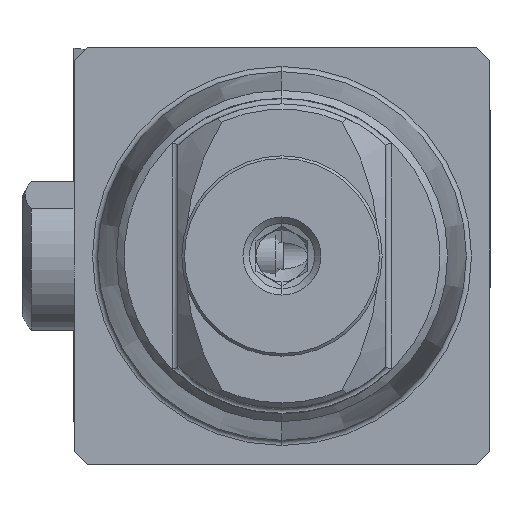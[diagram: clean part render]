
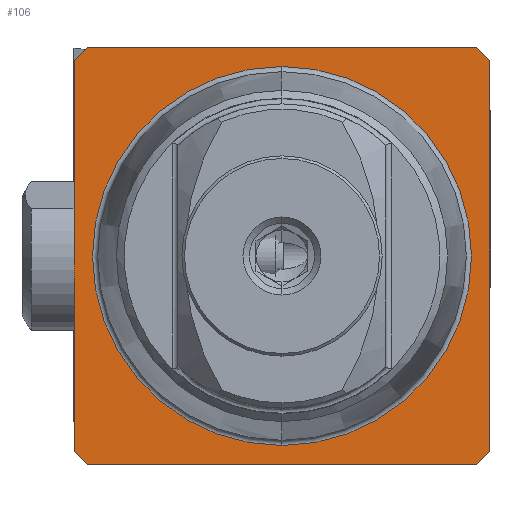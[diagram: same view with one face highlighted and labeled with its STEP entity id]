
A CAD part, left-side view. The second image highlights one B-rep face of the part: STEP entity #106.
In plain terms, the highlighted planar face has unit normal (-1, 0, 0).
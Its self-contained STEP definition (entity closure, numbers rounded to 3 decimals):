
#106 = ADVANCED_FACE ( 'NONE', ( #4578, #6456 ), #2244, .F. ) ;
#369 = DIRECTION ( 'NONE',  ( 0., -1., 0. ) ) ;
#498 = AXIS2_PLACEMENT_3D ( 'NONE', #3774, #5922, #5624 ) ;
#657 = DIRECTION ( 'NONE',  ( -1., 0., 0. ) ) ;
#673 = CARTESIAN_POINT ( 'NONE',  ( 0., 7.5, -8. ) ) ;
#919 = VERTEX_POINT ( 'NONE', #1836 ) ;
#949 = EDGE_LOOP ( 'NONE', ( #3989, #2435 ) ) ;
#975 = DIRECTION ( 'NONE',  ( 0., 0.707, -0.707 ) ) ;
#1020 = VERTEX_POINT ( 'NONE', #3874 ) ;
#1205 = LINE ( 'NONE', #1989, #2114 ) ;
#1278 = CARTESIAN_POINT ( 'NONE',  ( 0., 0., 0. ) ) ;
#1341 = DIRECTION ( 'NONE',  ( 0., 1., 0. ) ) ;
#1559 = DIRECTION ( 'NONE',  ( 0., -0.707, 0.707 ) ) ;
#1570 = EDGE_CURVE ( 'NONE', #6207, #5284, #5459, .T. ) ;
#1836 = CARTESIAN_POINT ( 'NONE',  ( 0., 0., 7.287 ) ) ;
#1843 = CIRCLE ( 'NONE', #4247, 7.287 ) ;
#1891 = ORIENTED_EDGE ( 'NONE', *, *, #7006, .T. ) ;
#1897 = ORIENTED_EDGE ( 'NONE', *, *, #7561, .T. ) ;
#1943 = DIRECTION ( 'NONE',  ( -1., 0., 0. ) ) ;
#1978 = VERTEX_POINT ( 'NONE', #2818 ) ;
#1989 = CARTESIAN_POINT ( 'NONE',  ( 0., 7.287, 8. ) ) ;
#2114 = VECTOR ( 'NONE', #1341, 1000. ) ;
#2244 = PLANE ( 'NONE',  #498 ) ;
#2435 = ORIENTED_EDGE ( 'NONE', *, *, #3677, .F. ) ;
#2469 = CARTESIAN_POINT ( 'NONE',  ( 0., 8., -7.5 ) ) ;
#2605 = ORIENTED_EDGE ( 'NONE', *, *, #3018, .T. ) ;
#2701 = VECTOR ( 'NONE', #975, 1000. ) ;
#2818 = CARTESIAN_POINT ( 'NONE',  ( 0., -8., -7.5 ) ) ;
#3002 = CARTESIAN_POINT ( 'NONE',  ( 0., 8., 7.5 ) ) ;
#3018 = EDGE_CURVE ( 'NONE', #7655, #6556, #6392, .T. ) ;
#3104 = VECTOR ( 'NONE', #369, 1000. ) ;
#3232 = LINE ( 'NONE', #8661, #3104 ) ;
#3366 = DIRECTION ( 'NONE',  ( 0., -0.707, -0.707 ) ) ;
#3401 = ORIENTED_EDGE ( 'NONE', *, *, #4349, .T. ) ;
#3449 = DIRECTION ( 'NONE',  ( 0., 0., 1. ) ) ;
#3514 = ORIENTED_EDGE ( 'NONE', *, *, #8289, .T. ) ;
#3565 = VERTEX_POINT ( 'NONE', #4953 ) ;
#3677 = EDGE_CURVE ( 'NONE', #3565, #919, #1843, .T. ) ;
#3774 = CARTESIAN_POINT ( 'NONE',  ( 0., 7.287, 0. ) ) ;
#3812 = VECTOR ( 'NONE', #3366, 1000. ) ;
#3813 = DIRECTION ( 'NONE',  ( 0., 0., 1. ) ) ;
#3874 = CARTESIAN_POINT ( 'NONE',  ( 0., -7.5, -8. ) ) ;
#3989 = ORIENTED_EDGE ( 'NONE', *, *, #7492, .F. ) ;
#3999 = VECTOR ( 'NONE', #3813, 1000. ) ;
#4043 = EDGE_LOOP ( 'NONE', ( #1891, #2605, #1897, #6574, #4499, #7618, #3514, #3401 ) ) ;
#4071 = CARTESIAN_POINT ( 'NONE',  ( 0., 0., 0. ) ) ;
#4247 = AXIS2_PLACEMENT_3D ( 'NONE', #1278, #657, #3449 ) ;
#4299 = CARTESIAN_POINT ( 'NONE',  ( 0., -8., -7.5 ) ) ;
#4349 = EDGE_CURVE ( 'NONE', #1020, #1978, #5012, .T. ) ;
#4380 = DIRECTION ( 'NONE',  ( 0., 0.707, 0.707 ) ) ;
#4499 = ORIENTED_EDGE ( 'NONE', *, *, #8627, .F. ) ;
#4578 = FACE_BOUND ( 'NONE', #949, .T. ) ;
#4669 = EDGE_CURVE ( 'NONE', #8664, #7607, #7644, .T. ) ;
#4953 = CARTESIAN_POINT ( 'NONE',  ( 0., 0., -7.287 ) ) ;
#5012 = LINE ( 'NONE', #4299, #6521 ) ;
#5068 = CARTESIAN_POINT ( 'NONE',  ( 0., -8., 7.5 ) ) ;
#5230 = LINE ( 'NONE', #5878, #3999 ) ;
#5284 = VERTEX_POINT ( 'NONE', #7079 ) ;
#5459 = LINE ( 'NONE', #673, #3812 ) ;
#5624 = DIRECTION ( 'NONE',  ( 0., 0., -1. ) ) ;
#5797 = CIRCLE ( 'NONE', #6084, 7.287 ) ;
#5878 = CARTESIAN_POINT ( 'NONE',  ( 0., -8., 0. ) ) ;
#5922 = DIRECTION ( 'NONE',  ( 1., 0., 0. ) ) ;
#5925 = CARTESIAN_POINT ( 'NONE',  ( 0., -7.5, 8. ) ) ;
#6084 = AXIS2_PLACEMENT_3D ( 'NONE', #4071, #1943, #6743 ) ;
#6207 = VERTEX_POINT ( 'NONE', #2469 ) ;
#6392 = LINE ( 'NONE', #7741, #7662 ) ;
#6456 = FACE_OUTER_BOUND ( 'NONE', #4043, .T. ) ;
#6521 = VECTOR ( 'NONE', #1559, 1000. ) ;
#6556 = VERTEX_POINT ( 'NONE', #5925 ) ;
#6572 = LINE ( 'NONE', #7876, #7099 ) ;
#6574 = ORIENTED_EDGE ( 'NONE', *, *, #4669, .T. ) ;
#6743 = DIRECTION ( 'NONE',  ( 0., 0., 1. ) ) ;
#7006 = EDGE_CURVE ( 'NONE', #1978, #7655, #5230, .T. ) ;
#7079 = CARTESIAN_POINT ( 'NONE',  ( 0., 7.5, -8. ) ) ;
#7099 = VECTOR ( 'NONE', #7778, 1000. ) ;
#7492 = EDGE_CURVE ( 'NONE', #919, #3565, #5797, .T. ) ;
#7561 = EDGE_CURVE ( 'NONE', #6556, #8664, #1205, .T. ) ;
#7607 = VERTEX_POINT ( 'NONE', #8695 ) ;
#7618 = ORIENTED_EDGE ( 'NONE', *, *, #1570, .T. ) ;
#7644 = LINE ( 'NONE', #3002, #2701 ) ;
#7655 = VERTEX_POINT ( 'NONE', #5068 ) ;
#7662 = VECTOR ( 'NONE', #4380, 1000. ) ;
#7741 = CARTESIAN_POINT ( 'NONE',  ( 0., -7.5, 8. ) ) ;
#7778 = DIRECTION ( 'NONE',  ( 0., 0., 1. ) ) ;
#7876 = CARTESIAN_POINT ( 'NONE',  ( 0., 8., 0. ) ) ;
#8289 = EDGE_CURVE ( 'NONE', #5284, #1020, #3232, .T. ) ;
#8612 = CARTESIAN_POINT ( 'NONE',  ( 0., 7.5, 8. ) ) ;
#8627 = EDGE_CURVE ( 'NONE', #6207, #7607, #6572, .T. ) ;
#8661 = CARTESIAN_POINT ( 'NONE',  ( 0., 7.287, -8. ) ) ;
#8664 = VERTEX_POINT ( 'NONE', #8612 ) ;
#8695 = CARTESIAN_POINT ( 'NONE',  ( 0., 8., 7.5 ) ) ;
